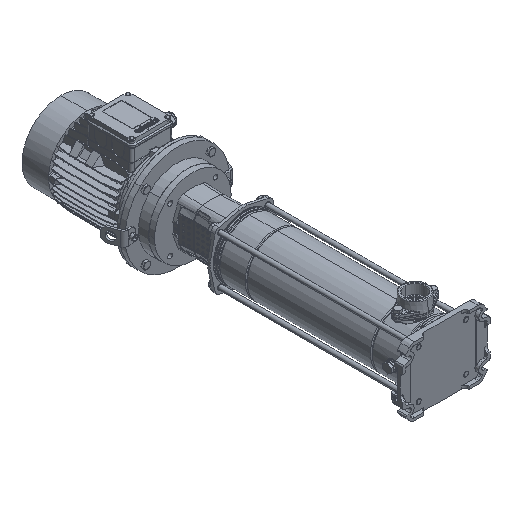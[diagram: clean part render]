
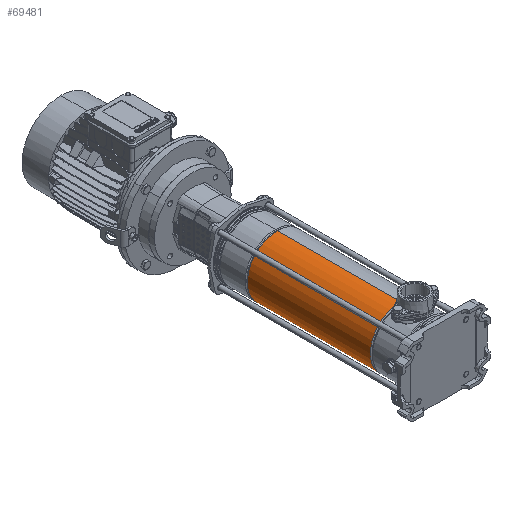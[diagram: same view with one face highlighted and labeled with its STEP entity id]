
A CAD part, isometric view. The second image highlights one B-rep face of the part: STEP entity #69481.
In plain terms, the highlighted cylindrical face has radius 85.9 mm (diameter 171.8 mm), a partial arc.
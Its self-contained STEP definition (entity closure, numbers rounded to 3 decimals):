
#3787 = EDGE_LOOP ( 'NONE', ( #7267, #73172, #101576, #76136 ) ) ;
#5875 = CARTESIAN_POINT ( 'NONE',  ( 85.9, 0., 93.897 ) ) ;
#7267 = ORIENTED_EDGE ( 'NONE', *, *, #17395, .F. ) ;
#7488 = VECTOR ( 'NONE', #80579, 1000. ) ;
#13128 = CARTESIAN_POINT ( 'NONE',  ( 0., 0., 447.103 ) ) ;
#15128 = DIRECTION ( 'NONE',  ( -1., 0., 0. ) ) ;
#17395 = EDGE_CURVE ( 'NONE', #42440, #60164, #28542, .T. ) ;
#27883 = EDGE_CURVE ( 'NONE', #60164, #68388, #40946, .T. ) ;
#28165 = CARTESIAN_POINT ( 'NONE',  ( 0., 0., 93.897 ) ) ;
#28542 = LINE ( 'NONE', #67806, #82882 ) ;
#33336 = EDGE_CURVE ( 'NONE', #38643, #68388, #64454, .T. ) ;
#38643 = VERTEX_POINT ( 'NONE', #82365 ) ;
#38690 = DIRECTION ( 'NONE',  ( 0., 0., -1. ) ) ;
#39287 = AXIS2_PLACEMENT_3D ( 'NONE', #28165, #89885, #75728 ) ;
#40946 = CIRCLE ( 'NONE', #39287, 85.9 ) ;
#42440 = VERTEX_POINT ( 'NONE', #46935 ) ;
#46935 = CARTESIAN_POINT ( 'NONE',  ( 85.9, 0., 447.103 ) ) ;
#48720 = CARTESIAN_POINT ( 'NONE',  ( -85.9, 0., 0. ) ) ;
#48974 = CIRCLE ( 'NONE', #57276, 85.9 ) ;
#57276 = AXIS2_PLACEMENT_3D ( 'NONE', #13128, #38690, #15128 ) ;
#60164 = VERTEX_POINT ( 'NONE', #5875 ) ;
#64454 = LINE ( 'NONE', #48720, #7488 ) ;
#64714 = CARTESIAN_POINT ( 'NONE',  ( -85.9, 0., 93.897 ) ) ;
#66304 = CARTESIAN_POINT ( 'NONE',  ( 0., 0., 0. ) ) ;
#66790 = DIRECTION ( 'NONE',  ( 0., 0., -1. ) ) ;
#67806 = CARTESIAN_POINT ( 'NONE',  ( 85.9, 0., 0. ) ) ;
#68388 = VERTEX_POINT ( 'NONE', #64714 ) ;
#69481 = ADVANCED_FACE ( 'NONE', ( #82426 ), #81904, .T. ) ;
#70422 = AXIS2_PLACEMENT_3D ( 'NONE', #66304, #66790, #99152 ) ;
#73172 = ORIENTED_EDGE ( 'NONE', *, *, #89634, .T. ) ;
#75728 = DIRECTION ( 'NONE',  ( -1., 0., 0. ) ) ;
#76136 = ORIENTED_EDGE ( 'NONE', *, *, #27883, .F. ) ;
#80579 = DIRECTION ( 'NONE',  ( 0., 0., -1. ) ) ;
#81904 = CYLINDRICAL_SURFACE ( 'NONE', #70422, 85.9 ) ;
#82365 = CARTESIAN_POINT ( 'NONE',  ( -85.9, 0., 447.103 ) ) ;
#82426 = FACE_OUTER_BOUND ( 'NONE', #3787, .T. ) ;
#82882 = VECTOR ( 'NONE', #100676, 1000. ) ;
#89634 = EDGE_CURVE ( 'NONE', #42440, #38643, #48974, .T. ) ;
#89885 = DIRECTION ( 'NONE',  ( 0., 0., -1. ) ) ;
#99152 = DIRECTION ( 'NONE',  ( -1., 0., 0. ) ) ;
#100676 = DIRECTION ( 'NONE',  ( 0., 0., -1. ) ) ;
#101576 = ORIENTED_EDGE ( 'NONE', *, *, #33336, .T. ) ;
